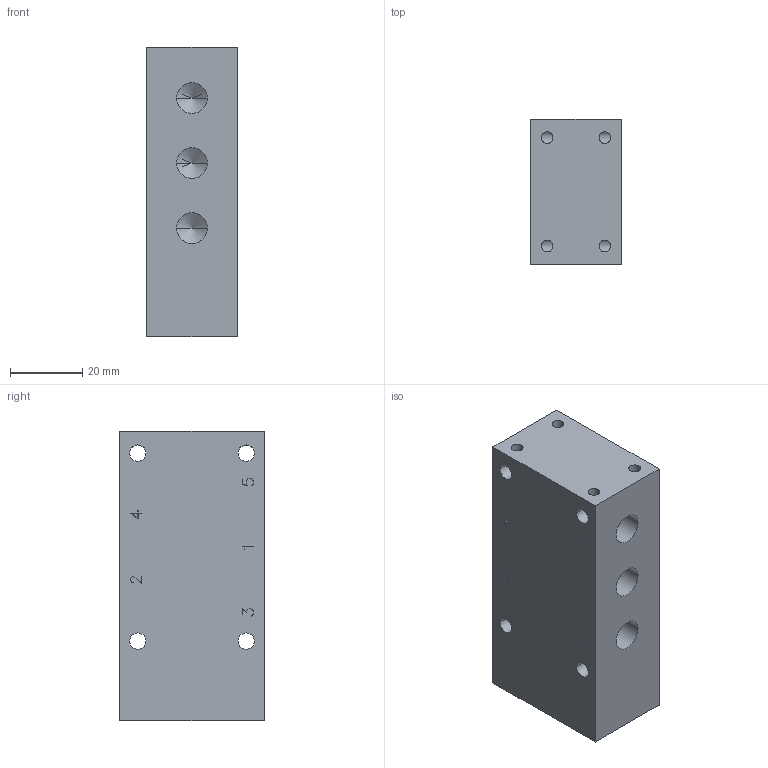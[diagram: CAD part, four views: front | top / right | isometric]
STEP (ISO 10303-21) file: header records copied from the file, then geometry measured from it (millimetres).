
FILE_DESCRIPTION (( 'STEP AP214' ), '1' );
FILE_NAME ('P-05-511_Airtec.step', '2018-12-06T07:51:46', ( '' ), ( '' ), 'SwSTEP 2.0', 'SolidWorks 2010', '' );
FILE_SCHEMA (( 'AUTOMOTIVE_DESIGN' ));
Length unit declared in the file: millimetre
Products named in the file (1): P-05-511_Airtec
Bounding box: 25 x 40 x 80 mm (x, y, z)
Volume: 74179 mm3; surface area: 15659.2 mm2
Topology: 1 solids, 1 shells, 286 faces, 804 edges, 526 vertices
Faces by surface type: plane 246, cylinder 28, cone 12
Entity records: 9234 total; most frequent: CARTESIAN_POINT 1813, ORIENTED_EDGE 1584, DIRECTION 1406, EDGE_CURVE 792, LINE 736, VECTOR 736, VERTEX_POINT 526, AXIS2_PLACEMENT_3D 335
